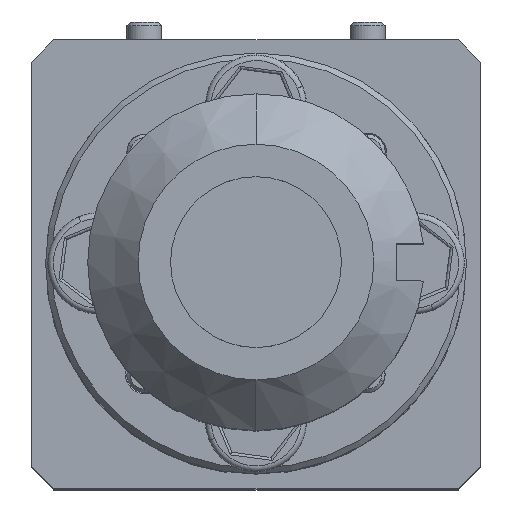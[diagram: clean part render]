
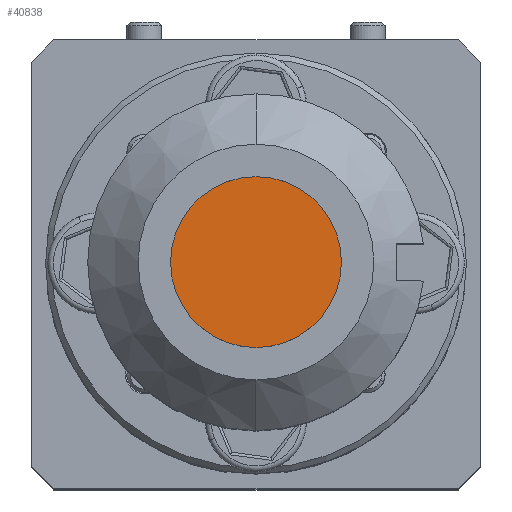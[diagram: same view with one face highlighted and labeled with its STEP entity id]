
A CAD part, top view. The second image highlights one B-rep face of the part: STEP entity #40838.
In plain terms, the highlighted planar face has unit normal (0, 0, 1).
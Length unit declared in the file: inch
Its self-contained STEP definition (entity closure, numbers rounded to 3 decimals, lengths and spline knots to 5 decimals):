
#1935 = CARTESIAN_POINT ( 'NONE',  ( 0., 0.15227, 2.68 ) ) ;
#3219 = CARTESIAN_POINT ( 'NONE',  ( 0., 0., 2.68 ) ) ;
#4551 = FACE_OUTER_BOUND ( 'NONE', #6450, .T. ) ;
#5466 = VERTEX_POINT ( 'NONE', #47127 ) ;
#6450 = EDGE_LOOP ( 'NONE', ( #39701, #40571 ) ) ;
#8899 = CARTESIAN_POINT ( 'NONE',  ( 0., 0., 2.68 ) ) ;
#9942 = EDGE_CURVE ( 'NONE', #5466, #12744, #21001, .T. ) ;
#12744 = VERTEX_POINT ( 'NONE', #1935 ) ;
#21001 = CIRCLE ( 'NONE', #45770, 0.15227 ) ;
#22113 = DIRECTION ( 'NONE',  ( 1., 0., 0. ) ) ;
#22927 = AXIS2_PLACEMENT_3D ( 'NONE', #38316, #52858, #22113 ) ;
#30489 = CIRCLE ( 'NONE', #22927, 0.15227 ) ;
#32424 = AXIS2_PLACEMENT_3D ( 'NONE', #3219, #45447, #65747 ) ;
#35584 = DIRECTION ( 'NONE',  ( 1., 0., 0. ) ) ;
#38316 = CARTESIAN_POINT ( 'NONE',  ( 0., 0., 2.68 ) ) ;
#39701 = ORIENTED_EDGE ( 'NONE', *, *, #9942, .T. ) ;
#40571 = ORIENTED_EDGE ( 'NONE', *, *, #65852, .T. ) ;
#40838 = ADVANCED_FACE ( 'NONE', ( #4551 ), #56263, .T. ) ;
#45447 = DIRECTION ( 'NONE',  ( 0., 0., 1. ) ) ;
#45770 = AXIS2_PLACEMENT_3D ( 'NONE', #8899, #66680, #35584 ) ;
#47127 = CARTESIAN_POINT ( 'NONE',  ( 0., -0.15227, 2.68 ) ) ;
#52858 = DIRECTION ( 'NONE',  ( 0., 0., 1. ) ) ;
#56263 = PLANE ( 'NONE',  #32424 ) ;
#65747 = DIRECTION ( 'NONE',  ( 1., 0., 0. ) ) ;
#65852 = EDGE_CURVE ( 'NONE', #12744, #5466, #30489, .T. ) ;
#66680 = DIRECTION ( 'NONE',  ( 0., 0., 1. ) ) ;
